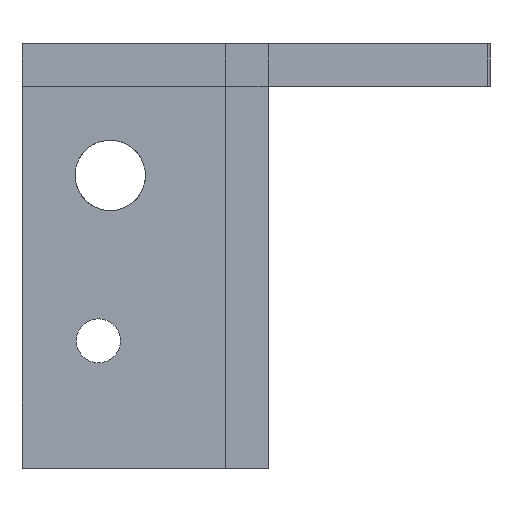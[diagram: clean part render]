
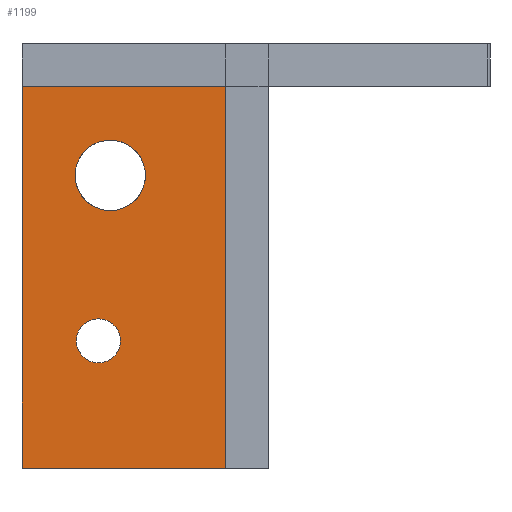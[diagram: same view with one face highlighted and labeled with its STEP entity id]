
A CAD part, front view. The second image highlights one B-rep face of the part: STEP entity #1199.
In plain terms, the highlighted planar face has unit normal (0, -1, 0).
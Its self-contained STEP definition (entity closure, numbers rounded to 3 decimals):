
#32 = CYLINDRICAL_SURFACE('',#33,4.15);
#33 = AXIS2_PLACEMENT_3D('',#34,#35,#36);
#34 = CARTESIAN_POINT('',(-13.6,24.,-15.5));
#35 = DIRECTION('',(0.,1.,0.));
#36 = DIRECTION('',(-1.,-0.,-0.));
#200 = VERTEX_POINT('',#201);
#201 = CARTESIAN_POINT('',(-17.75,0.,-15.5));
#222 = EDGE_CURVE('',#200,#200,#223,.T.);
#223 = SURFACE_CURVE('',#224,(#229,#236),.PCURVE_S1.);
#224 = CIRCLE('',#225,4.15);
#225 = AXIS2_PLACEMENT_3D('',#226,#227,#228);
#226 = CARTESIAN_POINT('',(-13.6,0.,-15.5));
#227 = DIRECTION('',(0.,-1.,0.));
#228 = DIRECTION('',(-1.,-0.,-0.));
#229 = PCURVE('',#32,#230);
#230 = DEFINITIONAL_REPRESENTATION('',(#231),#235);
#231 = LINE('',#232,#233);
#232 = CARTESIAN_POINT('',(-0.,-24.));
#233 = VECTOR('',#234,1.);
#234 = DIRECTION('',(-1.,0.));
#235 = ( GEOMETRIC_REPRESENTATION_CONTEXT(2) 
PARAMETRIC_REPRESENTATION_CONTEXT() REPRESENTATION_CONTEXT('2D SPACE',''
  ) );
#236 = PCURVE('',#237,#242);
#237 = PLANE('',#238);
#238 = AXIS2_PLACEMENT_3D('',#239,#240,#241);
#239 = CARTESIAN_POINT('',(0.,0.,-5.));
#240 = DIRECTION('',(-0.,-1.,-0.));
#241 = DIRECTION('',(1.,0.,0.));
#242 = DEFINITIONAL_REPRESENTATION('',(#243),#247);
#243 = CIRCLE('',#244,4.15);
#244 = AXIS2_PLACEMENT_2D('',#245,#246);
#245 = CARTESIAN_POINT('',(-13.6,-10.5));
#246 = DIRECTION('',(-1.,0.));
#247 = ( GEOMETRIC_REPRESENTATION_CONTEXT(2) 
PARAMETRIC_REPRESENTATION_CONTEXT() REPRESENTATION_CONTEXT('2D SPACE',''
  ) );
#1056 = PLANE('',#1057);
#1057 = AXIS2_PLACEMENT_3D('',#1058,#1059,#1060);
#1058 = CARTESIAN_POINT('',(-24.,0.,-5.));
#1059 = DIRECTION('',(-1.,-0.,-0.));
#1060 = DIRECTION('',(0.,-1.,0.));
#1199 = ADVANCED_FACE('',(#1200,#1309,#1312),#237,.T.);
#1200 = FACE_BOUND('',#1201,.F.);
#1201 = EDGE_LOOP('',(#1202,#1232,#1260,#1283));
#1202 = ORIENTED_EDGE('',*,*,#1203,.T.);
#1203 = EDGE_CURVE('',#1204,#1206,#1208,.T.);
#1204 = VERTEX_POINT('',#1205);
#1205 = CARTESIAN_POINT('',(0.,0.,-5.));
#1206 = VERTEX_POINT('',#1207);
#1207 = CARTESIAN_POINT('',(0.,0.,-50.));
#1208 = SURFACE_CURVE('',#1209,(#1213,#1220),.PCURVE_S1.);
#1209 = LINE('',#1210,#1211);
#1210 = CARTESIAN_POINT('',(0.,0.,-5.));
#1211 = VECTOR('',#1212,1.);
#1212 = DIRECTION('',(-0.,-0.,-1.));
#1213 = PCURVE('',#237,#1214);
#1214 = DEFINITIONAL_REPRESENTATION('',(#1215),#1219);
#1215 = LINE('',#1216,#1217);
#1216 = CARTESIAN_POINT('',(0.,-0.));
#1217 = VECTOR('',#1218,1.);
#1218 = DIRECTION('',(-0.,-1.));
#1219 = ( GEOMETRIC_REPRESENTATION_CONTEXT(2) 
PARAMETRIC_REPRESENTATION_CONTEXT() REPRESENTATION_CONTEXT('2D SPACE',''
  ) );
#1220 = PCURVE('',#1221,#1226);
#1221 = PLANE('',#1222);
#1222 = AXIS2_PLACEMENT_3D('',#1223,#1224,#1225);
#1223 = CARTESIAN_POINT('',(0.,-24.,-5.));
#1224 = DIRECTION('',(-1.,-0.,-0.));
#1225 = DIRECTION('',(0.,-1.,0.));
#1226 = DEFINITIONAL_REPRESENTATION('',(#1227),#1231);
#1227 = LINE('',#1228,#1229);
#1228 = CARTESIAN_POINT('',(-24.,0.));
#1229 = VECTOR('',#1230,1.);
#1230 = DIRECTION('',(-0.,-1.));
#1231 = ( GEOMETRIC_REPRESENTATION_CONTEXT(2) 
PARAMETRIC_REPRESENTATION_CONTEXT() REPRESENTATION_CONTEXT('2D SPACE',''
  ) );
#1232 = ORIENTED_EDGE('',*,*,#1233,.T.);
#1233 = EDGE_CURVE('',#1206,#1234,#1236,.T.);
#1234 = VERTEX_POINT('',#1235);
#1235 = CARTESIAN_POINT('',(-24.,0.,-50.));
#1236 = SURFACE_CURVE('',#1237,(#1241,#1248),.PCURVE_S1.);
#1237 = LINE('',#1238,#1239);
#1238 = CARTESIAN_POINT('',(0.,0.,-50.));
#1239 = VECTOR('',#1240,1.);
#1240 = DIRECTION('',(-1.,-0.,-0.));
#1241 = PCURVE('',#237,#1242);
#1242 = DEFINITIONAL_REPRESENTATION('',(#1243),#1247);
#1243 = LINE('',#1244,#1245);
#1244 = CARTESIAN_POINT('',(-0.,-45.));
#1245 = VECTOR('',#1246,1.);
#1246 = DIRECTION('',(-1.,0.));
#1247 = ( GEOMETRIC_REPRESENTATION_CONTEXT(2) 
PARAMETRIC_REPRESENTATION_CONTEXT() REPRESENTATION_CONTEXT('2D SPACE',''
  ) );
#1248 = PCURVE('',#1249,#1254);
#1249 = PLANE('',#1250);
#1250 = AXIS2_PLACEMENT_3D('',#1251,#1252,#1253);
#1251 = CARTESIAN_POINT('',(-4.534,-4.534,-50.));
#1252 = DIRECTION('',(0.,0.,1.));
#1253 = DIRECTION('',(1.,0.,0.));
#1254 = DEFINITIONAL_REPRESENTATION('',(#1255),#1259);
#1255 = LINE('',#1256,#1257);
#1256 = CARTESIAN_POINT('',(4.534,4.534));
#1257 = VECTOR('',#1258,1.);
#1258 = DIRECTION('',(-1.,0.));
#1259 = ( GEOMETRIC_REPRESENTATION_CONTEXT(2) 
PARAMETRIC_REPRESENTATION_CONTEXT() REPRESENTATION_CONTEXT('2D SPACE',''
  ) );
#1260 = ORIENTED_EDGE('',*,*,#1261,.F.);
#1261 = EDGE_CURVE('',#1262,#1234,#1264,.T.);
#1262 = VERTEX_POINT('',#1263);
#1263 = CARTESIAN_POINT('',(-24.,0.,-5.));
#1264 = SURFACE_CURVE('',#1265,(#1269,#1276),.PCURVE_S1.);
#1265 = LINE('',#1266,#1267);
#1266 = CARTESIAN_POINT('',(-24.,0.,-5.));
#1267 = VECTOR('',#1268,1.);
#1268 = DIRECTION('',(-0.,-0.,-1.));
#1269 = PCURVE('',#237,#1270);
#1270 = DEFINITIONAL_REPRESENTATION('',(#1271),#1275);
#1271 = LINE('',#1272,#1273);
#1272 = CARTESIAN_POINT('',(-24.,0.));
#1273 = VECTOR('',#1274,1.);
#1274 = DIRECTION('',(-0.,-1.));
#1275 = ( GEOMETRIC_REPRESENTATION_CONTEXT(2) 
PARAMETRIC_REPRESENTATION_CONTEXT() REPRESENTATION_CONTEXT('2D SPACE',''
  ) );
#1276 = PCURVE('',#1056,#1277);
#1277 = DEFINITIONAL_REPRESENTATION('',(#1278),#1282);
#1278 = LINE('',#1279,#1280);
#1279 = CARTESIAN_POINT('',(-0.,0.));
#1280 = VECTOR('',#1281,1.);
#1281 = DIRECTION('',(-0.,-1.));
#1282 = ( GEOMETRIC_REPRESENTATION_CONTEXT(2) 
PARAMETRIC_REPRESENTATION_CONTEXT() REPRESENTATION_CONTEXT('2D SPACE',''
  ) );
#1283 = ORIENTED_EDGE('',*,*,#1284,.F.);
#1284 = EDGE_CURVE('',#1204,#1262,#1285,.T.);
#1285 = SURFACE_CURVE('',#1286,(#1290,#1297),.PCURVE_S1.);
#1286 = LINE('',#1287,#1288);
#1287 = CARTESIAN_POINT('',(0.,0.,-5.));
#1288 = VECTOR('',#1289,1.);
#1289 = DIRECTION('',(-1.,-0.,-0.));
#1290 = PCURVE('',#237,#1291);
#1291 = DEFINITIONAL_REPRESENTATION('',(#1292),#1296);
#1292 = LINE('',#1293,#1294);
#1293 = CARTESIAN_POINT('',(0.,-0.));
#1294 = VECTOR('',#1295,1.);
#1295 = DIRECTION('',(-1.,0.));
#1296 = ( GEOMETRIC_REPRESENTATION_CONTEXT(2) 
PARAMETRIC_REPRESENTATION_CONTEXT() REPRESENTATION_CONTEXT('2D SPACE',''
  ) );
#1297 = PCURVE('',#1298,#1303);
#1298 = PLANE('',#1299);
#1299 = AXIS2_PLACEMENT_3D('',#1300,#1301,#1302);
#1300 = CARTESIAN_POINT('',(0.,0.,0.));
#1301 = DIRECTION('',(-0.,-1.,-0.));
#1302 = DIRECTION('',(1.,0.,0.));
#1303 = DEFINITIONAL_REPRESENTATION('',(#1304),#1308);
#1304 = LINE('',#1305,#1306);
#1305 = CARTESIAN_POINT('',(-0.,-5.));
#1306 = VECTOR('',#1307,1.);
#1307 = DIRECTION('',(-1.,0.));
#1308 = ( GEOMETRIC_REPRESENTATION_CONTEXT(2) 
PARAMETRIC_REPRESENTATION_CONTEXT() REPRESENTATION_CONTEXT('2D SPACE',''
  ) );
#1309 = FACE_BOUND('',#1310,.F.);
#1310 = EDGE_LOOP('',(#1311));
#1311 = ORIENTED_EDGE('',*,*,#222,.T.);
#1312 = FACE_BOUND('',#1313,.F.);
#1313 = EDGE_LOOP('',(#1314));
#1314 = ORIENTED_EDGE('',*,*,#1315,.F.);
#1315 = EDGE_CURVE('',#1316,#1316,#1318,.T.);
#1316 = VERTEX_POINT('',#1317);
#1317 = CARTESIAN_POINT('',(-12.4,0.,-35.));
#1318 = SURFACE_CURVE('',#1319,(#1324,#1335),.PCURVE_S1.);
#1319 = CIRCLE('',#1320,2.6);
#1320 = AXIS2_PLACEMENT_3D('',#1321,#1322,#1323);
#1321 = CARTESIAN_POINT('',(-15.,0.,-35.));
#1322 = DIRECTION('',(-0.,1.,0.));
#1323 = DIRECTION('',(1.,0.,0.));
#1324 = PCURVE('',#237,#1325);
#1325 = DEFINITIONAL_REPRESENTATION('',(#1326),#1334);
#1326 = ( BOUNDED_CURVE() B_SPLINE_CURVE(2,(#1327,#1328,#1329,#1330,
#1331,#1332,#1333),.UNSPECIFIED.,.T.,.F.) B_SPLINE_CURVE_WITH_KNOTS((1,2
    ,2,2,2,1),(-2.094,0.,2.094,4.189,
6.283,8.378),.UNSPECIFIED.) CURVE() 
GEOMETRIC_REPRESENTATION_ITEM() RATIONAL_B_SPLINE_CURVE((1.,0.5,1.,0.5,
1.,0.5,1.)) REPRESENTATION_ITEM('') );
#1327 = CARTESIAN_POINT('',(-12.4,-30.));
#1328 = CARTESIAN_POINT('',(-12.4,-34.503));
#1329 = CARTESIAN_POINT('',(-16.3,-32.252));
#1330 = CARTESIAN_POINT('',(-20.2,-30.));
#1331 = CARTESIAN_POINT('',(-16.3,-27.748));
#1332 = CARTESIAN_POINT('',(-12.4,-25.497));
#1333 = CARTESIAN_POINT('',(-12.4,-30.));
#1334 = ( GEOMETRIC_REPRESENTATION_CONTEXT(2) 
PARAMETRIC_REPRESENTATION_CONTEXT() REPRESENTATION_CONTEXT('2D SPACE',''
  ) );
#1335 = PCURVE('',#1336,#1341);
#1336 = CYLINDRICAL_SURFACE('',#1337,2.6);
#1337 = AXIS2_PLACEMENT_3D('',#1338,#1339,#1340);
#1338 = CARTESIAN_POINT('',(-15.,0.,-35.));
#1339 = DIRECTION('',(-0.,-1.,0.));
#1340 = DIRECTION('',(1.,0.,0.));
#1341 = DEFINITIONAL_REPRESENTATION('',(#1342),#1346);
#1342 = LINE('',#1343,#1344);
#1343 = CARTESIAN_POINT('',(-0.,0.));
#1344 = VECTOR('',#1345,1.);
#1345 = DIRECTION('',(-1.,0.));
#1346 = ( GEOMETRIC_REPRESENTATION_CONTEXT(2) 
PARAMETRIC_REPRESENTATION_CONTEXT() REPRESENTATION_CONTEXT('2D SPACE',''
  ) );
